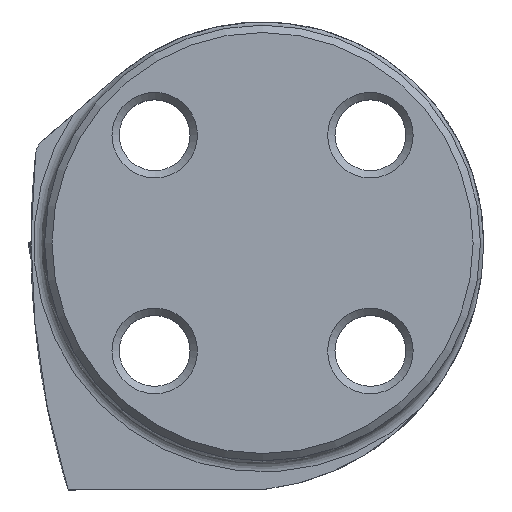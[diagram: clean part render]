
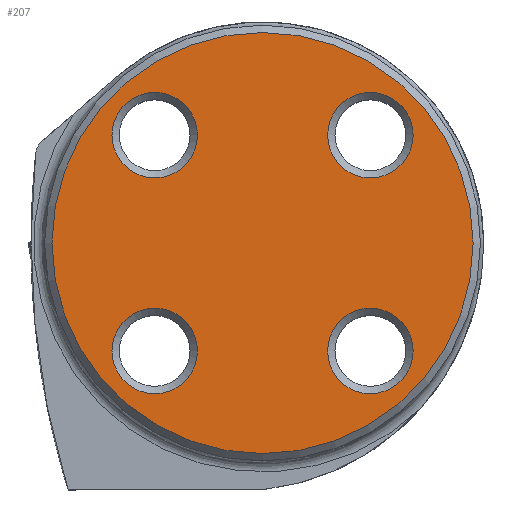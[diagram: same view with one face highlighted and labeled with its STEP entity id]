
A CAD part, top view. The second image highlights one B-rep face of the part: STEP entity #207.
In plain terms, the highlighted planar face has unit normal (0, 0, 1).
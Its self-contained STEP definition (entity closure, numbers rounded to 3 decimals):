
#126=FACE_BOUND('',#367,.T.);
#127=FACE_BOUND('',#368,.T.);
#128=FACE_BOUND('',#369,.T.);
#129=FACE_BOUND('',#370,.T.);
#130=FACE_BOUND('',#371,.T.);
#166=PLANE('',#1493);
#207=ADVANCED_FACE('',(#126,#127,#128,#129,#130),#166,.F.);
#367=EDGE_LOOP('',(#783));
#368=EDGE_LOOP('',(#784));
#369=EDGE_LOOP('',(#785));
#370=EDGE_LOOP('',(#786));
#371=EDGE_LOOP('',(#787));
#456=CIRCLE('',#1487,19.325);
#457=CIRCLE('',#1489,3.925);
#458=CIRCLE('',#1490,3.925);
#459=CIRCLE('',#1491,3.925);
#460=CIRCLE('',#1492,3.925);
#783=ORIENTED_EDGE('',*,*,#1245,.F.);
#784=ORIENTED_EDGE('',*,*,#1246,.T.);
#785=ORIENTED_EDGE('',*,*,#1247,.T.);
#786=ORIENTED_EDGE('',*,*,#1248,.F.);
#787=ORIENTED_EDGE('',*,*,#1244,.F.);
#1092=VERTEX_POINT('',#2880);
#1093=VERTEX_POINT('',#2883);
#1094=VERTEX_POINT('',#2885);
#1095=VERTEX_POINT('',#2887);
#1096=VERTEX_POINT('',#2889);
#1244=EDGE_CURVE('',#1092,#1092,#456,.T.);
#1245=EDGE_CURVE('',#1093,#1093,#457,.T.);
#1246=EDGE_CURVE('',#1094,#1094,#458,.T.);
#1247=EDGE_CURVE('',#1095,#1095,#459,.T.);
#1248=EDGE_CURVE('',#1096,#1096,#460,.T.);
#1487=AXIS2_PLACEMENT_3D('',#2879,#1676,#1677);
#1489=AXIS2_PLACEMENT_3D('',#2882,#1680,#1681);
#1490=AXIS2_PLACEMENT_3D('',#2884,#1682,#1683);
#1491=AXIS2_PLACEMENT_3D('',#2886,#1684,#1685);
#1492=AXIS2_PLACEMENT_3D('',#2888,#1686,#1687);
#1493=AXIS2_PLACEMENT_3D('',#2890,#1688,#1689);
#1676=DIRECTION('',(0.,0.,-1.));
#1677=DIRECTION('',(-1.,0.,0.));
#1680=DIRECTION('',(0.,0.,1.));
#1681=DIRECTION('',(-1.,0.,0.));
#1682=DIRECTION('',(0.,0.,-1.));
#1683=DIRECTION('',(-1.,0.,0.));
#1684=DIRECTION('',(0.,0.,-1.));
#1685=DIRECTION('',(-1.,0.,0.));
#1686=DIRECTION('',(0.,0.,1.));
#1687=DIRECTION('',(-1.,0.,0.));
#1688=DIRECTION('',(0.,0.,-1.));
#1689=DIRECTION('',(-1.,0.,0.));
#2879=CARTESIAN_POINT('',(0.,0.,0.));
#2880=CARTESIAN_POINT('',(-19.325,0.,0.));
#2882=CARTESIAN_POINT('',(9.899,-9.899,0.));
#2883=CARTESIAN_POINT('',(5.974,-9.899,0.));
#2884=CARTESIAN_POINT('',(9.899,9.899,0.));
#2885=CARTESIAN_POINT('',(5.974,9.899,0.));
#2886=CARTESIAN_POINT('',(-9.899,-9.899,0.));
#2887=CARTESIAN_POINT('',(-13.824,-9.899,0.));
#2888=CARTESIAN_POINT('',(-9.899,9.899,0.));
#2889=CARTESIAN_POINT('',(-13.824,9.899,0.));
#2890=CARTESIAN_POINT('',(0.,0.,0.));
